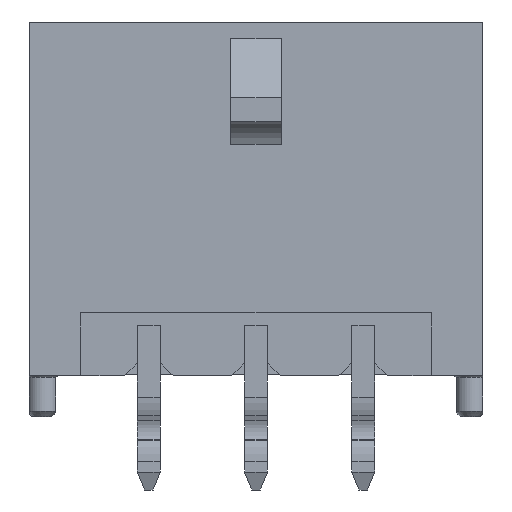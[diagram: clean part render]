
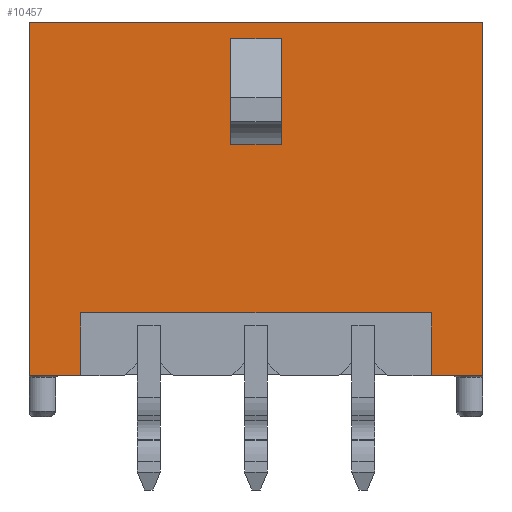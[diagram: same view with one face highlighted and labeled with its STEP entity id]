
A CAD part, front view. The second image highlights one B-rep face of the part: STEP entity #10457.
In plain terms, the highlighted face is planar.
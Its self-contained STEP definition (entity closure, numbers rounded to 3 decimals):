
#981=ORIENTED_EDGE('',*,*,#2778,.F.);
#982=ORIENTED_EDGE('',*,*,#3003,.F.);
#983=ORIENTED_EDGE('',*,*,#3004,.T.);
#984=ORIENTED_EDGE('',*,*,#3005,.T.);
#985=ORIENTED_EDGE('',*,*,#3006,.F.);
#986=ORIENTED_EDGE('',*,*,#3007,.F.);
#987=ORIENTED_EDGE('',*,*,#2773,.F.);
#988=ORIENTED_EDGE('',*,*,#2776,.F.);
#989=ORIENTED_EDGE('',*,*,#2749,.T.);
#990=ORIENTED_EDGE('',*,*,#2756,.T.);
#991=ORIENTED_EDGE('',*,*,#2745,.F.);
#992=ORIENTED_EDGE('',*,*,#2754,.F.);
#2745=EDGE_CURVE('',#3819,#3820,#4563,.T.);
#2749=EDGE_CURVE('',#3823,#3824,#4566,.T.);
#2754=EDGE_CURVE('',#3823,#3819,#4570,.T.);
#2756=EDGE_CURVE('',#3824,#3820,#4572,.T.);
#2773=EDGE_CURVE('',#3837,#3838,#4589,.T.);
#2776=EDGE_CURVE('',#3839,#3837,#4592,.T.);
#2778=EDGE_CURVE('',#3840,#3839,#4594,.T.);
#3003=EDGE_CURVE('',#3989,#3840,#4819,.T.);
#3004=EDGE_CURVE('',#3989,#3990,#4820,.T.);
#3005=EDGE_CURVE('',#3990,#3991,#4821,.T.);
#3006=EDGE_CURVE('',#3992,#3991,#4822,.T.);
#3007=EDGE_CURVE('',#3838,#3992,#4823,.T.);
#3819=VERTEX_POINT('',#13930);
#3820=VERTEX_POINT('',#13931);
#3823=VERTEX_POINT('',#13939);
#3824=VERTEX_POINT('',#13940);
#3837=VERTEX_POINT('',#13982);
#3838=VERTEX_POINT('',#13983);
#3839=VERTEX_POINT('',#13988);
#3840=VERTEX_POINT('',#13992);
#3989=VERTEX_POINT('',#14430);
#3990=VERTEX_POINT('',#14432);
#3991=VERTEX_POINT('',#14434);
#3992=VERTEX_POINT('',#14436);
#4563=LINE('',#13929,#5583);
#4566=LINE('',#13938,#5586);
#4570=LINE('',#13948,#5590);
#4572=LINE('',#13952,#5592);
#4589=LINE('',#13981,#5609);
#4592=LINE('',#13987,#5612);
#4594=LINE('',#13991,#5614);
#4819=LINE('',#14429,#5839);
#4820=LINE('',#14431,#5840);
#4821=LINE('',#14433,#5841);
#4822=LINE('',#14435,#5842);
#4823=LINE('',#14437,#5843);
#5583=VECTOR('',#11682,1000.);
#5586=VECTOR('',#11689,1000.);
#5590=VECTOR('',#11697,1000.);
#5592=VECTOR('',#11703,1000.);
#5609=VECTOR('',#11724,1000.);
#5612=VECTOR('',#11729,1000.);
#5614=VECTOR('',#11733,1000.);
#5839=VECTOR('',#12086,1000.);
#5840=VECTOR('',#12087,1000.);
#5841=VECTOR('',#12088,1000.);
#5842=VECTOR('',#12089,1000.);
#5843=VECTOR('',#12090,1000.);
#6466=EDGE_LOOP('',(#981,#982,#983,#984,#985,#986,#987,#988));
#6467=EDGE_LOOP('',(#989,#990,#991,#992));
#6884=FACE_BOUND('',#6466,.T.);
#6885=FACE_BOUND('',#6467,.T.);
#7283=PLANE('',#10881);
#10457=ADVANCED_FACE('',(#6884,#6885),#7283,.T.);
#10881=AXIS2_PLACEMENT_3D('',#14428,#12084,#12085);
#11682=DIRECTION('',(0.,0.,1.));
#11689=DIRECTION('',(0.,0.,1.));
#11697=DIRECTION('',(0.,-1.,0.));
#11703=DIRECTION('',(0.,-1.,0.));
#11724=DIRECTION('',(0.,0.,-1.));
#11729=DIRECTION('',(0.,1.,0.));
#11733=DIRECTION('',(0.,0.,1.));
#12084=DIRECTION('',(-1.,0.,0.));
#12085=DIRECTION('',(0.,0.,1.));
#12086=DIRECTION('',(0.,1.,0.));
#12087=DIRECTION('',(0.,0.,1.));
#12088=DIRECTION('',(0.,1.,0.));
#12089=DIRECTION('',(0.,0.,1.));
#12090=DIRECTION('',(0.,1.,0.));
#13929=CARTESIAN_POINT('',(-3.43,-0.7,1.53));
#13930=CARTESIAN_POINT('',(-3.43,-0.7,1.53));
#13931=CARTESIAN_POINT('',(-3.43,-0.7,4.485));
#13938=CARTESIAN_POINT('',(-3.43,0.7,1.53));
#13939=CARTESIAN_POINT('',(-3.43,0.7,1.53));
#13940=CARTESIAN_POINT('',(-3.43,0.7,4.485));
#13948=CARTESIAN_POINT('',(-3.43,0.7,1.53));
#13952=CARTESIAN_POINT('',(-3.43,0.7,4.485));
#13981=CARTESIAN_POINT('',(-3.43,4.91,-3.19));
#13982=CARTESIAN_POINT('',(-3.43,4.91,-3.19));
#13983=CARTESIAN_POINT('',(-3.43,4.91,-4.95));
#13987=CARTESIAN_POINT('',(-3.43,-4.91,-3.19));
#13988=CARTESIAN_POINT('',(-3.43,-4.91,-3.19));
#13991=CARTESIAN_POINT('',(-3.43,-4.91,-4.95));
#13992=CARTESIAN_POINT('',(-3.43,-4.91,-4.95));
#14428=CARTESIAN_POINT('',(-3.43,-6.35,-4.95));
#14429=CARTESIAN_POINT('',(-3.43,-6.35,-4.95));
#14430=CARTESIAN_POINT('',(-3.43,-6.35,-4.95));
#14431=CARTESIAN_POINT('',(-3.43,-6.35,-4.95));
#14432=CARTESIAN_POINT('',(-3.43,-6.35,4.95));
#14433=CARTESIAN_POINT('',(-3.43,-6.35,4.95));
#14434=CARTESIAN_POINT('',(-3.43,6.35,4.95));
#14435=CARTESIAN_POINT('',(-3.43,6.35,-4.95));
#14436=CARTESIAN_POINT('',(-3.43,6.35,-4.95));
#14437=CARTESIAN_POINT('',(-3.43,-6.35,-4.95));
